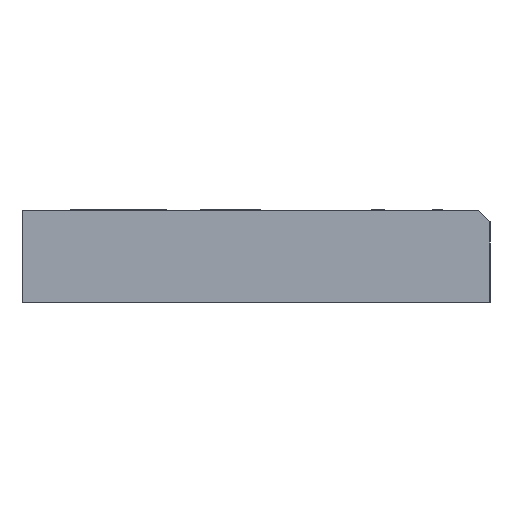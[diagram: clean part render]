
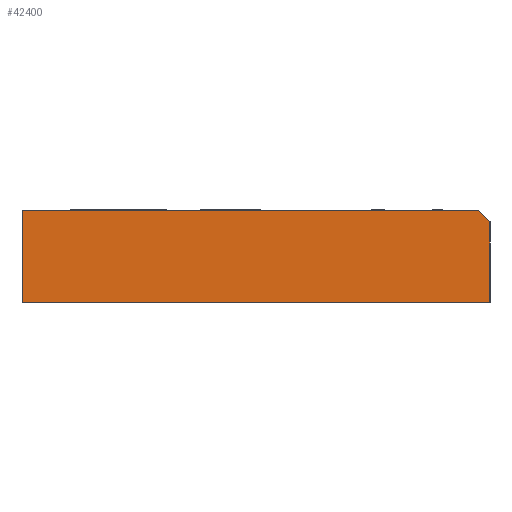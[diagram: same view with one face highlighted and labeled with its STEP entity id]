
A CAD part, left-side view. The second image highlights one B-rep face of the part: STEP entity #42400.
In plain terms, the highlighted planar face has unit normal (-1, 0, 0).
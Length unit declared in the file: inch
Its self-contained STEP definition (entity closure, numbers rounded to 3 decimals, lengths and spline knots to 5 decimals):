
#4971 = VECTOR ( 'NONE', #59485, 39.37008 ) ;
#7918 = PLANE ( 'NONE',  #17573 ) ;
#13478 = VECTOR ( 'NONE', #61829, 39.37008 ) ;
#13738 = DIRECTION ( 'NONE',  ( 0., 0., -1. ) ) ;
#16032 = CARTESIAN_POINT ( 'NONE',  ( -0.498, -0.473, 0.196 ) ) ;
#17140 = CARTESIAN_POINT ( 'NONE',  ( -0.498, -0.473, 0.196 ) ) ;
#17573 = AXIS2_PLACEMENT_3D ( 'NONE', #37454, #22413, #36470 ) ;
#18920 = VECTOR ( 'NONE', #13738, 39.37008 ) ;
#20137 = VERTEX_POINT ( 'NONE', #16032 ) ;
#22413 = DIRECTION ( 'NONE',  ( 1., 0., 0. ) ) ;
#23024 = ORIENTED_EDGE ( 'NONE', *, *, #57178, .T. ) ;
#28410 = LINE ( 'NONE', #88185, #4971 ) ;
#30293 = VERTEX_POINT ( 'NONE', #89321 ) ;
#34531 = ORIENTED_EDGE ( 'NONE', *, *, #72324, .F. ) ;
#36470 = DIRECTION ( 'NONE',  ( 0., 0., -1. ) ) ;
#37454 = CARTESIAN_POINT ( 'NONE',  ( -0.498, -0.498, 0.196 ) ) ;
#42400 = ADVANCED_FACE ( 'NONE', ( #66162 ), #7918, .F. ) ;
#42844 = CARTESIAN_POINT ( 'NONE',  ( -0.498, 0.498, 0.196 ) ) ;
#43844 = ORIENTED_EDGE ( 'NONE', *, *, #65095, .T. ) ;
#45387 = VERTEX_POINT ( 'NONE', #83935 ) ;
#46779 = CARTESIAN_POINT ( 'NONE',  ( -0.498, -0.498, 0.196 ) ) ;
#47217 = LINE ( 'NONE', #17140, #13478 ) ;
#49643 = LINE ( 'NONE', #42844, #78413 ) ;
#50972 = CARTESIAN_POINT ( 'NONE',  ( -0.498, 0.498, 0. ) ) ;
#57178 = EDGE_CURVE ( 'NONE', #64488, #61276, #49643, .T. ) ;
#59485 = DIRECTION ( 'NONE',  ( 0., -1., 0. ) ) ;
#61276 = VERTEX_POINT ( 'NONE', #50972 ) ;
#61829 = DIRECTION ( 'NONE',  ( 0., 0.707, 0.707 ) ) ;
#64488 = VERTEX_POINT ( 'NONE', #69174 ) ;
#65095 = EDGE_CURVE ( 'NONE', #61276, #30293, #28410, .T. ) ;
#66162 = FACE_OUTER_BOUND ( 'NONE', #82471, .T. ) ;
#68048 = EDGE_CURVE ( 'NONE', #45387, #20137, #47217, .T. ) ;
#69174 = CARTESIAN_POINT ( 'NONE',  ( -0.498, 0.498, 0.196 ) ) ;
#72324 = EDGE_CURVE ( 'NONE', #64488, #20137, #83246, .T. ) ;
#73466 = EDGE_CURVE ( 'NONE', #45387, #30293, #87584, .T. ) ;
#75512 = DIRECTION ( 'NONE',  ( 0., -1., 0. ) ) ;
#78413 = VECTOR ( 'NONE', #80771, 39.37008 ) ;
#80771 = DIRECTION ( 'NONE',  ( 0., 0., -1. ) ) ;
#80785 = CARTESIAN_POINT ( 'NONE',  ( -0.498, -0.498, 0.196 ) ) ;
#82471 = EDGE_LOOP ( 'NONE', ( #89540, #94576, #34531, #23024, #43844 ) ) ;
#83246 = LINE ( 'NONE', #46779, #83907 ) ;
#83907 = VECTOR ( 'NONE', #75512, 39.37008 ) ;
#83935 = CARTESIAN_POINT ( 'NONE',  ( -0.498, -0.498, 0.171 ) ) ;
#87584 = LINE ( 'NONE', #80785, #18920 ) ;
#88185 = CARTESIAN_POINT ( 'NONE',  ( -0.498, -0.498, 0. ) ) ;
#89321 = CARTESIAN_POINT ( 'NONE',  ( -0.498, -0.498, 0. ) ) ;
#89540 = ORIENTED_EDGE ( 'NONE', *, *, #73466, .F. ) ;
#94576 = ORIENTED_EDGE ( 'NONE', *, *, #68048, .T. ) ;
